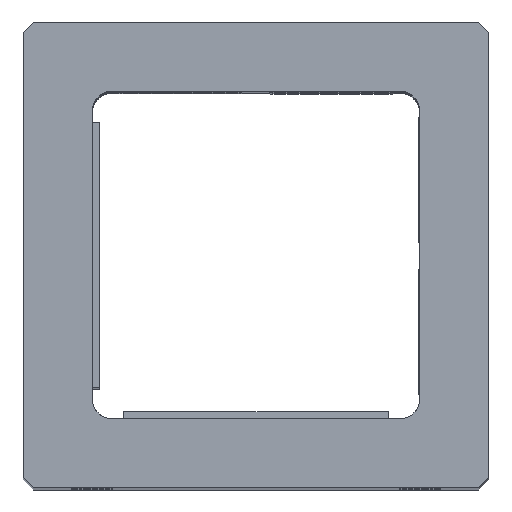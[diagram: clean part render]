
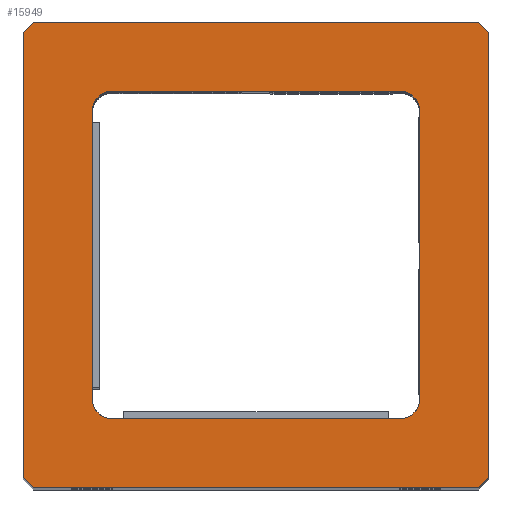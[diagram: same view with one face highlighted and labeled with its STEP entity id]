
A CAD part, top view. The second image highlights one B-rep face of the part: STEP entity #15949.
In plain terms, the highlighted planar face has unit normal (0, 0, 1).
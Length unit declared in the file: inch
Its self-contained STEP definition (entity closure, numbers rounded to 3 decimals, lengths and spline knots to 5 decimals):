
#49 = EDGE_CURVE ( 'NONE', #10706, #15630, #14046, .T. ) ;
#398 = ORIENTED_EDGE ( 'NONE', *, *, #13569, .F. ) ;
#483 = ORIENTED_EDGE ( 'NONE', *, *, #17911, .F. ) ;
#533 = CARTESIAN_POINT ( 'NONE',  ( 0.8125, -0.7125, 3. ) ) ;
#619 = VECTOR ( 'NONE', #8786, 39.37008 ) ;
#655 = AXIS2_PLACEMENT_3D ( 'NONE', #2967, #17473, #13415 ) ;
#1028 = VECTOR ( 'NONE', #17605, 39.37008 ) ;
#1404 = DIRECTION ( 'NONE',  ( 0., 0., 1. ) ) ;
#1697 = CARTESIAN_POINT ( 'NONE',  ( -0.7125, 0.8125, 3. ) ) ;
#1918 = ORIENTED_EDGE ( 'NONE', *, *, #49, .F. ) ;
#2211 = FACE_BOUND ( 'NONE', #19078, .T. ) ;
#2221 = CARTESIAN_POINT ( 'NONE',  ( -1.155, 1.105, 3. ) ) ;
#2365 = ORIENTED_EDGE ( 'NONE', *, *, #10847, .F. ) ;
#2811 = VERTEX_POINT ( 'NONE', #6783 ) ;
#2840 = CARTESIAN_POINT ( 'NONE',  ( 0.8125, -0.7125, 3. ) ) ;
#2903 = LINE ( 'NONE', #11332, #8298 ) ;
#2967 = CARTESIAN_POINT ( 'NONE',  ( 0.7125, -0.7125, 3. ) ) ;
#3225 = AXIS2_PLACEMENT_3D ( 'NONE', #15696, #17167, #3936 ) ;
#3259 = DIRECTION ( 'NONE',  ( 0., -1., 0. ) ) ;
#3389 = VECTOR ( 'NONE', #11022, 39.37008 ) ;
#3529 = ORIENTED_EDGE ( 'NONE', *, *, #4361, .T. ) ;
#3752 = CARTESIAN_POINT ( 'NONE',  ( -1.155, -1.105, 3. ) ) ;
#3820 = EDGE_CURVE ( 'NONE', #15254, #16700, #2903, .T. ) ;
#3936 = DIRECTION ( 'NONE',  ( -1., 0., 0. ) ) ;
#4084 = DIRECTION ( 'NONE',  ( 1., 0., 0. ) ) ;
#4236 = VERTEX_POINT ( 'NONE', #12347 ) ;
#4235 = VERTEX_POINT ( 'NONE', #16684 ) ;
#4361 = EDGE_CURVE ( 'NONE', #10360, #15629, #14176, .T. ) ;
#4603 = VECTOR ( 'NONE', #7626, 39.37008 ) ;
#4988 = VERTEX_POINT ( 'NONE', #5514 ) ;
#4989 = VECTOR ( 'NONE', #6768, 39.37008 ) ;
#5312 = DIRECTION ( 'NONE',  ( 0., 0., -1. ) ) ;
#5514 = CARTESIAN_POINT ( 'NONE',  ( 1.155, -1.105, 3. ) ) ;
#5770 = CARTESIAN_POINT ( 'NONE',  ( -1.155, 1.155, 3. ) ) ;
#5934 = EDGE_CURVE ( 'NONE', #2811, #14816, #17378, .T. ) ;
#6177 = VERTEX_POINT ( 'NONE', #11657 ) ;
#6446 = CARTESIAN_POINT ( 'NONE',  ( -0.7125, -0.8125, 3. ) ) ;
#6768 = DIRECTION ( 'NONE',  ( 0.707, 0.707, 0. ) ) ;
#6783 = CARTESIAN_POINT ( 'NONE',  ( 1.155, 1.105, 3. ) ) ;
#6896 = VECTOR ( 'NONE', #15777, 39.37008 ) ;
#6998 = VERTEX_POINT ( 'NONE', #18399 ) ;
#7191 = CARTESIAN_POINT ( 'NONE',  ( 1.155, -1.155, 3. ) ) ;
#7440 = CARTESIAN_POINT ( 'NONE',  ( -0.7125, 0.8125, 3. ) ) ;
#7505 = CARTESIAN_POINT ( 'NONE',  ( -0.8125, 0.7125, 3. ) ) ;
#7532 = CARTESIAN_POINT ( 'NONE',  ( -1.155, -1.155, 3. ) ) ;
#7581 = VECTOR ( 'NONE', #3259, 39.37008 ) ;
#7626 = DIRECTION ( 'NONE',  ( 1., 0., 0. ) ) ;
#7959 = VECTOR ( 'NONE', #11563, 39.37008 ) ;
#8017 = CARTESIAN_POINT ( 'NONE',  ( -1.105, -1.155, 3. ) ) ;
#8053 = ORIENTED_EDGE ( 'NONE', *, *, #18701, .T. ) ;
#8111 = CARTESIAN_POINT ( 'NONE',  ( -0.8125, -0.7125, 3. ) ) ;
#8129 = ORIENTED_EDGE ( 'NONE', *, *, #14615, .T. ) ;
#8298 = VECTOR ( 'NONE', #4084, 39.37008 ) ;
#8305 = DIRECTION ( 'NONE',  ( 0., -1., 0. ) ) ;
#8319 = EDGE_CURVE ( 'NONE', #16323, #10706, #16075, .T. ) ;
#8576 = AXIS2_PLACEMENT_3D ( 'NONE', #17352, #1404, #13018 ) ;
#8703 = EDGE_CURVE ( 'NONE', #15629, #4235, #14979, .T. ) ;
#8786 = DIRECTION ( 'NONE',  ( -0.707, 0.707, 0. ) ) ;
#9191 = ORIENTED_EDGE ( 'NONE', *, *, #16148, .T. ) ;
#9216 = ORIENTED_EDGE ( 'NONE', *, *, #17150, .T. ) ;
#9477 = ORIENTED_EDGE ( 'NONE', *, *, #3820, .F. ) ;
#9596 = CARTESIAN_POINT ( 'NONE',  ( 1.105, 1.155, 3. ) ) ;
#9654 = CARTESIAN_POINT ( 'NONE',  ( 0., 0., 3. ) ) ;
#10360 = VERTEX_POINT ( 'NONE', #3752 ) ;
#10690 = CARTESIAN_POINT ( 'NONE',  ( -1.155, -1.155, 3. ) ) ;
#10706 = VERTEX_POINT ( 'NONE', #13656 ) ;
#10847 = EDGE_CURVE ( 'NONE', #16700, #16323, #15164, .T. ) ;
#11022 = DIRECTION ( 'NONE',  ( -0.707, -0.707, 0. ) ) ;
#11214 = DIRECTION ( 'NONE',  ( -1., 0., 0. ) ) ;
#11332 = CARTESIAN_POINT ( 'NONE',  ( -0.7125, -0.8125, 3. ) ) ;
#11477 = CARTESIAN_POINT ( 'NONE',  ( -1.105, -1.155, 3. ) ) ;
#11563 = DIRECTION ( 'NONE',  ( 0.707, -0.707, 0. ) ) ;
#11587 = CARTESIAN_POINT ( 'NONE',  ( 1.155, -1.105, 3. ) ) ;
#11657 = CARTESIAN_POINT ( 'NONE',  ( -1.155, 1.105, 3. ) ) ;
#11709 = VECTOR ( 'NONE', #13291, 39.37008 ) ;
#11919 = ORIENTED_EDGE ( 'NONE', *, *, #5934, .T. ) ;
#12062 = CARTESIAN_POINT ( 'NONE',  ( 0.7125, -0.8125, 3. ) ) ;
#12347 = CARTESIAN_POINT ( 'NONE',  ( -0.8125, -0.7125, 3. ) ) ;
#12509 = EDGE_LOOP ( 'NONE', ( #9216, #8053, #9191, #3529, #16995, #18867, #8129, #11919 ) ) ;
#12573 = LINE ( 'NONE', #8111, #18019 ) ;
#12849 = LINE ( 'NONE', #11587, #4989 ) ;
#12865 = EDGE_CURVE ( 'NONE', #4235, #4988, #12849, .T. ) ;
#13018 = DIRECTION ( 'NONE',  ( -1., 0., 0. ) ) ;
#13291 = DIRECTION ( 'NONE',  ( 0., 1., 0. ) ) ;
#13415 = DIRECTION ( 'NONE',  ( 1., 0., 0. ) ) ;
#13569 = EDGE_CURVE ( 'NONE', #15630, #13772, #16221, .T. ) ;
#13656 = CARTESIAN_POINT ( 'NONE',  ( 0.8125, 0.7125, 3. ) ) ;
#13658 = ORIENTED_EDGE ( 'NONE', *, *, #8319, .F. ) ;
#13739 = CARTESIAN_POINT ( 'NONE',  ( 0.7125, 0.8125, 3. ) ) ;
#13772 = VERTEX_POINT ( 'NONE', #1697 ) ;
#14046 = CIRCLE ( 'NONE', #3225, 0.1 ) ;
#14176 = LINE ( 'NONE', #11477, #7959 ) ;
#14183 = CARTESIAN_POINT ( 'NONE',  ( -0.7125, -0.7125, 3. ) ) ;
#14249 = EDGE_CURVE ( 'NONE', #17737, #4236, #12573, .T. ) ;
#14394 = AXIS2_PLACEMENT_3D ( 'NONE', #9654, #5312, #11214 ) ;
#14615 = EDGE_CURVE ( 'NONE', #4988, #2811, #15597, .T. ) ;
#14816 = VERTEX_POINT ( 'NONE', #9596 ) ;
#14868 = ORIENTED_EDGE ( 'NONE', *, *, #17145, .F. ) ;
#14979 = LINE ( 'NONE', #7532, #4603 ) ;
#15164 = CIRCLE ( 'NONE', #655, 0.1 ) ;
#15254 = VERTEX_POINT ( 'NONE', #6446 ) ;
#15535 = DIRECTION ( 'NONE',  ( -1., 0., 0. ) ) ;
#15597 = LINE ( 'NONE', #7191, #6896 ) ;
#15627 = FACE_OUTER_BOUND ( 'NONE', #12509, .T. ) ;
#15630 = VERTEX_POINT ( 'NONE', #13739 ) ;
#15629 = VERTEX_POINT ( 'NONE', #8017 ) ;
#15696 = CARTESIAN_POINT ( 'NONE',  ( 0.7125, 0.7125, 3. ) ) ;
#15710 = DIRECTION ( 'NONE',  ( 0., 0., 1. ) ) ;
#15777 = DIRECTION ( 'NONE',  ( 0., 1., 0. ) ) ;
#15892 = LINE ( 'NONE', #5770, #17851 ) ;
#15949 = ADVANCED_FACE ( 'NONE', ( #15627, #2211 ), #18627, .F. ) ;
#16007 = CARTESIAN_POINT ( 'NONE',  ( 1.105, 1.155, 3. ) ) ;
#16075 = LINE ( 'NONE', #2840, #11709 ) ;
#16148 = EDGE_CURVE ( 'NONE', #6177, #10360, #17951, .T. ) ;
#16221 = LINE ( 'NONE', #7440, #1028 ) ;
#16323 = VERTEX_POINT ( 'NONE', #533 ) ;
#16684 = CARTESIAN_POINT ( 'NONE',  ( 1.105, -1.155, 3. ) ) ;
#16700 = VERTEX_POINT ( 'NONE', #12062 ) ;
#16912 = CIRCLE ( 'NONE', #8576, 0.1 ) ;
#16995 = ORIENTED_EDGE ( 'NONE', *, *, #8703, .T. ) ;
#17002 = LINE ( 'NONE', #2221, #3389 ) ;
#17145 = EDGE_CURVE ( 'NONE', #13772, #17737, #16912, .T. ) ;
#17150 = EDGE_CURVE ( 'NONE', #14816, #6998, #15892, .T. ) ;
#17167 = DIRECTION ( 'NONE',  ( 0., 0., 1. ) ) ;
#17217 = AXIS2_PLACEMENT_3D ( 'NONE', #14183, #15710, #15535 ) ;
#17352 = CARTESIAN_POINT ( 'NONE',  ( -0.7125, 0.7125, 3. ) ) ;
#17378 = LINE ( 'NONE', #16007, #619 ) ;
#17473 = DIRECTION ( 'NONE',  ( 0., 0., 1. ) ) ;
#17516 = CIRCLE ( 'NONE', #17217, 0.1 ) ;
#17605 = DIRECTION ( 'NONE',  ( -1., 0., 0. ) ) ;
#17737 = VERTEX_POINT ( 'NONE', #7505 ) ;
#17851 = VECTOR ( 'NONE', #18922, 39.37008 ) ;
#17911 = EDGE_CURVE ( 'NONE', #4236, #15254, #17516, .T. ) ;
#17951 = LINE ( 'NONE', #10690, #7581 ) ;
#18019 = VECTOR ( 'NONE', #8305, 39.37008 ) ;
#18399 = CARTESIAN_POINT ( 'NONE',  ( -1.105, 1.155, 3. ) ) ;
#18409 = ORIENTED_EDGE ( 'NONE', *, *, #14249, .F. ) ;
#18627 = PLANE ( 'NONE',  #14394 ) ;
#18701 = EDGE_CURVE ( 'NONE', #6998, #6177, #17002, .T. ) ;
#18867 = ORIENTED_EDGE ( 'NONE', *, *, #12865, .T. ) ;
#18922 = DIRECTION ( 'NONE',  ( -1., 0., 0. ) ) ;
#19078 = EDGE_LOOP ( 'NONE', ( #483, #18409, #14868, #398, #1918, #13658, #2365, #9477 ) ) ;
